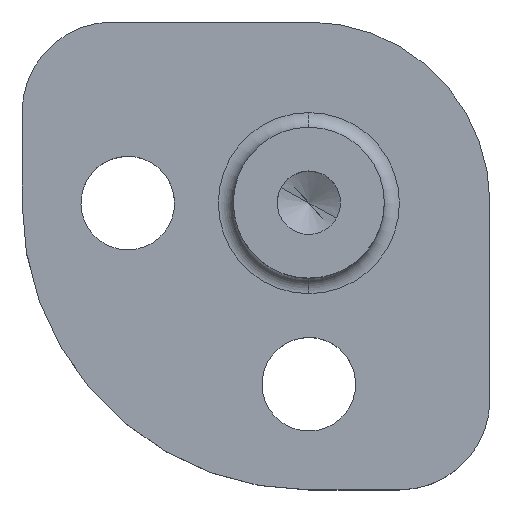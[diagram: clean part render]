
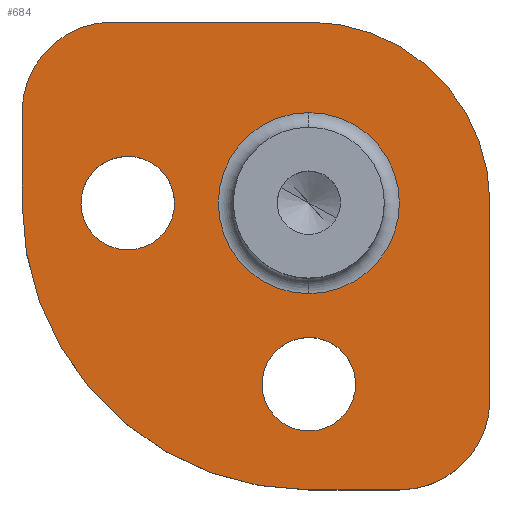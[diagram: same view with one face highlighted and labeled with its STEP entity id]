
A CAD part, top view. The second image highlights one B-rep face of the part: STEP entity #684.
In plain terms, the highlighted planar face has unit normal (0, 0, 1).
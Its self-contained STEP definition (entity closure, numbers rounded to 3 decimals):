
#137=CARTESIAN_POINT('Vertex',(0.,12.,5.)) ;
#151=CARTESIAN_POINT('Vertex',(-13.,12.,5.)) ;
#154=CARTESIAN_POINT('Line Origine',(-6.5,12.,5.)) ;
#177=CARTESIAN_POINT('Vertex',(-19.,6.,5.)) ;
#191=CARTESIAN_POINT('Vertex',(-19.,0.,5.)) ;
#194=CARTESIAN_POINT('Line Origine',(-19.,3.,5.)) ;
#217=CARTESIAN_POINT('Vertex',(6.,-19.,5.)) ;
#220=CARTESIAN_POINT('Line Origine',(3.,-19.,5.)) ;
#224=CARTESIAN_POINT('Vertex',(0.,-19.,5.)) ;
#257=CARTESIAN_POINT('Vertex',(12.,0.,5.)) ;
#260=CARTESIAN_POINT('Line Origine',(12.,-6.5,5.)) ;
#264=CARTESIAN_POINT('Vertex',(12.,-13.,5.)) ;
#297=CARTESIAN_POINT('Vertex',(-2.721,-10.514,5.)) ;
#311=CARTESIAN_POINT('Vertex',(2.721,-13.486,5.)) ;
#314=CARTESIAN_POINT('Axis2P3D Location',(0.,-12.,5.)) ;
#331=CARTESIAN_POINT('Axis2P3D Location',(0.,-12.,5.)) ;
#354=CARTESIAN_POINT('Vertex',(-14.721,1.486,5.)) ;
#368=CARTESIAN_POINT('Vertex',(-9.279,-1.486,5.)) ;
#371=CARTESIAN_POINT('Axis2P3D Location',(-12.,0.,5.)) ;
#388=CARTESIAN_POINT('Axis2P3D Location',(-12.,0.,5.)) ;
#405=CARTESIAN_POINT('Axis2P3D Location',(0.,0.,5.)) ;
#427=CARTESIAN_POINT('Axis2P3D Location',(6.,-13.,5.)) ;
#449=CARTESIAN_POINT('Axis2P3D Location',(0.,0.,5.)) ;
#471=CARTESIAN_POINT('Axis2P3D Location',(-13.,6.,5.)) ;
#643=CARTESIAN_POINT('Axis2P3D Location',(0.,0.,5.)) ;
#658=CARTESIAN_POINT('Axis2P3D Location',(0.,0.,5.)) ;
#662=CARTESIAN_POINT('Vertex',(0.,6.,5.)) ;
#664=CARTESIAN_POINT('Vertex',(0.,-6.,5.)) ;
#667=CARTESIAN_POINT('Axis2P3D Location',(0.,0.,5.)) ;
#155=DIRECTION('Vector Direction',(1.,0.,0.)) ;
#195=DIRECTION('Vector Direction',(0.,1.,0.)) ;
#221=DIRECTION('Vector Direction',(-1.,0.,0.)) ;
#261=DIRECTION('Vector Direction',(0.,-1.,0.)) ;
#315=DIRECTION('Axis2P3D Direction',(0.,-0.,-1.)) ;
#332=DIRECTION('Axis2P3D Direction',(0.,-0.,-1.)) ;
#372=DIRECTION('Axis2P3D Direction',(0.,-0.,-1.)) ;
#389=DIRECTION('Axis2P3D Direction',(0.,-0.,-1.)) ;
#406=DIRECTION('Axis2P3D Direction',(0.,-0.,1.)) ;
#428=DIRECTION('Axis2P3D Direction',(0.,0.,1.)) ;
#450=DIRECTION('Axis2P3D Direction',(0.,0.,1.)) ;
#472=DIRECTION('Axis2P3D Direction',(0.,0.,1.)) ;
#644=DIRECTION('Axis2P3D Direction',(0.,0.,1.)) ;
#645=DIRECTION('Axis2P3D XDirection',(1.,0.,0.)) ;
#659=DIRECTION('Axis2P3D Direction',(0.,0.,1.)) ;
#668=DIRECTION('Axis2P3D Direction',(0.,0.,1.)) ;
#316=AXIS2_PLACEMENT_3D('Circle Axis2P3D',#314,#315,$) ;
#333=AXIS2_PLACEMENT_3D('Circle Axis2P3D',#331,#332,$) ;
#373=AXIS2_PLACEMENT_3D('Circle Axis2P3D',#371,#372,$) ;
#390=AXIS2_PLACEMENT_3D('Circle Axis2P3D',#388,#389,$) ;
#407=AXIS2_PLACEMENT_3D('Circle Axis2P3D',#405,#406,$) ;
#429=AXIS2_PLACEMENT_3D('Circle Axis2P3D',#427,#428,$) ;
#451=AXIS2_PLACEMENT_3D('Circle Axis2P3D',#449,#450,$) ;
#473=AXIS2_PLACEMENT_3D('Circle Axis2P3D',#471,#472,$) ;
#646=AXIS2_PLACEMENT_3D('Plane Axis2P3D',#643,#644,#645) ;
#660=AXIS2_PLACEMENT_3D('Circle Axis2P3D',#658,#659,$) ;
#669=AXIS2_PLACEMENT_3D('Circle Axis2P3D',#667,#668,$) ;
#649=ORIENTED_EDGE('',*,*,#158,.T.) ;
#650=ORIENTED_EDGE('',*,*,#475,.F.) ;
#651=ORIENTED_EDGE('',*,*,#198,.T.) ;
#652=ORIENTED_EDGE('',*,*,#453,.F.) ;
#653=ORIENTED_EDGE('',*,*,#226,.T.) ;
#654=ORIENTED_EDGE('',*,*,#431,.F.) ;
#655=ORIENTED_EDGE('',*,*,#266,.T.) ;
#656=ORIENTED_EDGE('',*,*,#409,.F.) ;
#673=ORIENTED_EDGE('',*,*,#666,.T.) ;
#674=ORIENTED_EDGE('',*,*,#671,.T.) ;
#677=ORIENTED_EDGE('',*,*,#392,.F.) ;
#678=ORIENTED_EDGE('',*,*,#375,.F.) ;
#681=ORIENTED_EDGE('',*,*,#335,.F.) ;
#682=ORIENTED_EDGE('',*,*,#318,.F.) ;
#675=FACE_BOUND('',#672,.T.) ;
#679=FACE_BOUND('',#676,.T.) ;
#683=FACE_BOUND('',#680,.T.) ;
#156=VECTOR('Line Direction',#155,1.) ;
#196=VECTOR('Line Direction',#195,1.) ;
#222=VECTOR('Line Direction',#221,1.) ;
#262=VECTOR('Line Direction',#261,1.) ;
#684=ADVANCED_FACE('Corps principal',(#657,#675,#679,#683),#647,.T.) ;
#317=CIRCLE('generated circle',#316,3.1) ;
#334=CIRCLE('generated circle',#333,3.1) ;
#374=CIRCLE('generated circle',#373,3.1) ;
#391=CIRCLE('generated circle',#390,3.1) ;
#408=CIRCLE('generated circle',#407,12.) ;
#430=CIRCLE('generated circle',#429,6.) ;
#452=CIRCLE('generated circle',#451,19.) ;
#474=CIRCLE('generated circle',#473,6.) ;
#661=CIRCLE('generated circle',#660,6.) ;
#670=CIRCLE('generated circle',#669,6.) ;
#158=EDGE_CURVE('',#138,#152,#157,.F.) ;
#198=EDGE_CURVE('',#178,#192,#197,.F.) ;
#226=EDGE_CURVE('',#225,#218,#223,.F.) ;
#266=EDGE_CURVE('',#265,#258,#263,.F.) ;
#318=EDGE_CURVE('',#312,#298,#317,.F.) ;
#335=EDGE_CURVE('',#298,#312,#334,.F.) ;
#375=EDGE_CURVE('',#369,#355,#374,.F.) ;
#392=EDGE_CURVE('',#355,#369,#391,.F.) ;
#409=EDGE_CURVE('',#138,#258,#408,.F.) ;
#431=EDGE_CURVE('',#265,#218,#430,.F.) ;
#453=EDGE_CURVE('',#225,#192,#452,.F.) ;
#475=EDGE_CURVE('',#178,#152,#474,.F.) ;
#666=EDGE_CURVE('',#663,#665,#661,.F.) ;
#671=EDGE_CURVE('',#665,#663,#670,.F.) ;
#648=EDGE_LOOP('',(#649,#650,#651,#652,#653,#654,#655,#656)) ;
#672=EDGE_LOOP('',(#673,#674)) ;
#676=EDGE_LOOP('',(#677,#678)) ;
#680=EDGE_LOOP('',(#681,#682)) ;
#657=FACE_OUTER_BOUND('',#648,.T.) ;
#157=LINE('Line',#154,#156) ;
#197=LINE('Line',#194,#196) ;
#223=LINE('Line',#220,#222) ;
#263=LINE('Line',#260,#262) ;
#647=PLANE('',#646) ;
#138=VERTEX_POINT('',#137) ;
#152=VERTEX_POINT('',#151) ;
#178=VERTEX_POINT('',#177) ;
#192=VERTEX_POINT('',#191) ;
#218=VERTEX_POINT('',#217) ;
#225=VERTEX_POINT('',#224) ;
#258=VERTEX_POINT('',#257) ;
#265=VERTEX_POINT('',#264) ;
#298=VERTEX_POINT('',#297) ;
#312=VERTEX_POINT('',#311) ;
#355=VERTEX_POINT('',#354) ;
#369=VERTEX_POINT('',#368) ;
#663=VERTEX_POINT('',#662) ;
#665=VERTEX_POINT('',#664) ;
